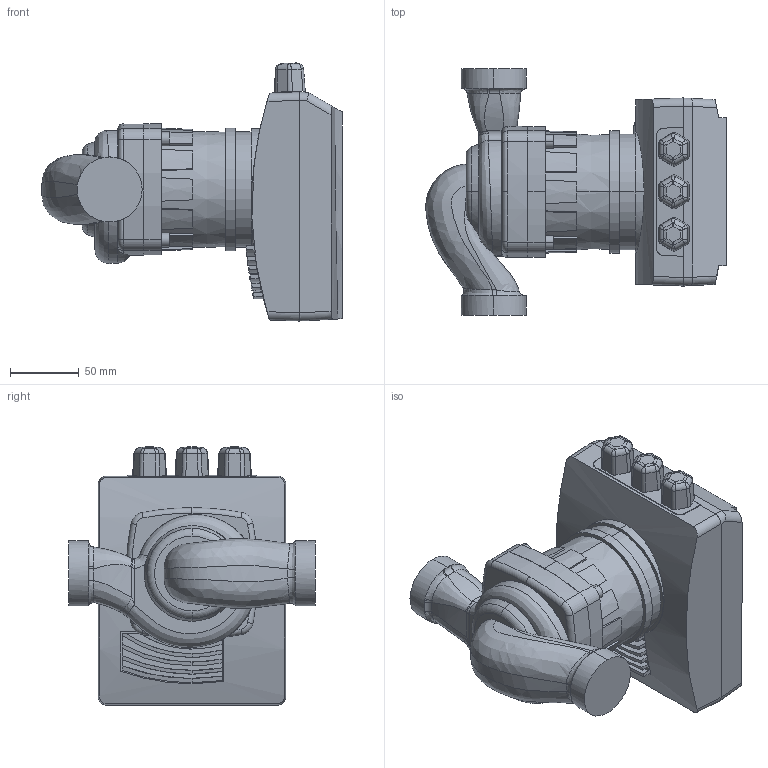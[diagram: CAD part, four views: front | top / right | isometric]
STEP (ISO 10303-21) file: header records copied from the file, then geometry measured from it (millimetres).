
FILE_DESCRIPTION (( 'STEP AP203' ), '1' );
FILE_NAME ('A12-1KW A13-1KW A14-1KW A15-1KW.STEP', '2010-11-05T08:14:07', ( ' ' ), ( '' ), 'SwSTEP 2.0', 'SolidWorks 2008', '' );
FILE_SCHEMA (( 'CONFIG_CONTROL_DESIGN' ));
Length unit declared in the file: millimetre
Products named in the file (3): Motor kompl_Standard; A12-1KW A13-1KW A14-1KW A15-1KW; Pumpengehäuse_Standard
Assembly tree (2 placements, depth 2):
  A12-1KW A13-1KW A14-1KW A15-1KW
    Motor kompl_Standard
    Pumpengehäuse_Standard
Bounding box: 219.15 x 180 x 188.32 mm (x, y, z)
Volume: 2378560.8 mm3; surface area: 185466 mm2
Topology: 4 solids, 4 shells, 495 faces, 1250 edges, 788 vertices
Faces by surface type: plane 197, cylinder 165, bspline 90, cone 17, torus 14, sphere 12
Entity records: 24144 total; most frequent: CARTESIAN_POINT 12927, ORIENTED_EDGE 2500, DIRECTION 2029, EDGE_CURVE 1250, VERTEX_POINT 788, AXIS2_PLACEMENT_3D 741, VECTOR 547, LINE 547
